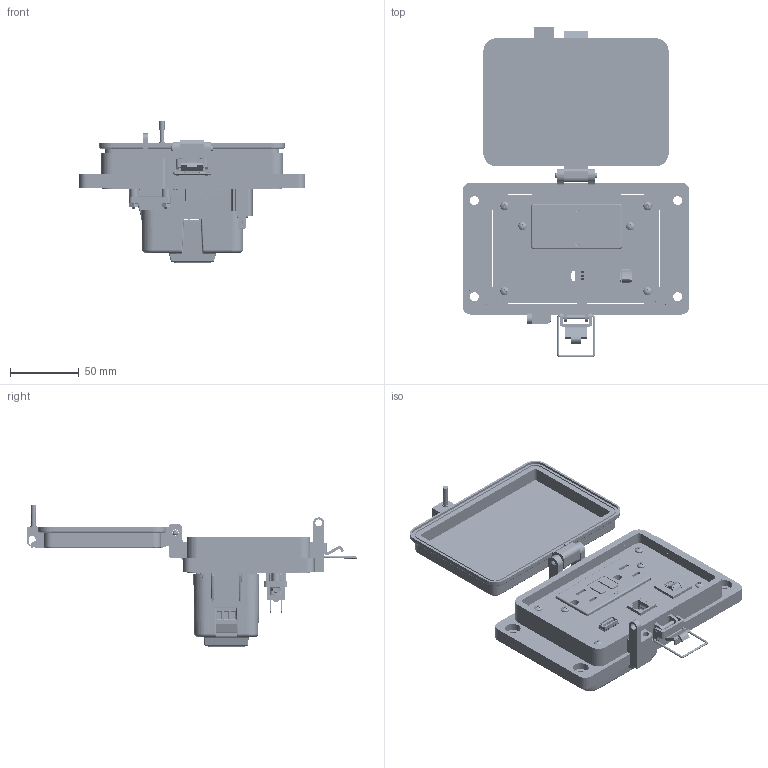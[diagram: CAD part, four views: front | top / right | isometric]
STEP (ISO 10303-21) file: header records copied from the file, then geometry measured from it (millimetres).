
FILE_DESCRIPTION (( 'STEP AP203' ), '1' );
FILE_NAME ('P-P22R2-M3RF3_3D.STEP', '2021-12-03T21:07:44', ( '' ), ( '' ), 'SwSTEP 2.0', 'SolidWorks 2019', '' );
FILE_SCHEMA (( 'CONFIG_CONTROL_DESIGN' ));
Length unit declared in the file: millimetre
Products named in the file (23): P-P22R2-M3RF3_FP060_1; P-P22R2-M3RF3_BP180_1; Z-300-RJ45CAT5; Z-200-OTLT-RIOF-15A_WOE; R2; Z-H-M3_B; P-P22R2-M3RF3_3D; Z-200-OTLT-GFIH-15A_sheared; P22; Z-001-SPR_3_4; M3PH_12M3; Z-300-USB-A-FF; Z-002-4401_4HN_90675A005; Z-000-4243316TFP; P-P22R2-M3RF3_TP180_2; 92005A124_METRIC PAN HEAD PHILLIPS MACHINE SCREW_92005A124; RF_WOE; CBX; Z-000-44011_4FH_90273A117; P-P22R2-M3RF3_TP060_3; -M3; Z-120-RIOF-SHELL_WOE; Z-CB-SM
Assembly tree (30 placements, depth 4):
  P-P22R2-M3RF3_3D
    P-P22R2-M3RF3_BP180_1
    P-P22R2-M3RF3_TP060_3
    Z-000-4243316TFP  x2
    P22
      Z-300-USB-A-FF
    P-P22R2-M3RF3_TP180_2
    Z-000-44011_4FH_90273A117  x2
    Z-001-SPR_3_4  x2
    Z-002-4401_4HN_90675A005  x2
    P-P22R2-M3RF3_FP060_1
    R2
      Z-300-RJ45CAT5
    CBX
      Z-CB-SM
    M3PH_12M3  x2
    -M3
      Z-H-M3_B
    92005A124_METRIC PAN HEAD PHILLIPS MACHINE SCREW_92005A124  x4
    RF_WOE
      Z-200-OTLT-RIOF-15A_WOE
        Z-120-RIOF-SHELL_WOE
        Z-200-OTLT-GFIH-15A_sheared
Bounding box: 164.96 x 240.59 x 103.95 mm (x, y, z)
Volume: 364424 mm3; surface area: 219237.5 mm2
Topology: 48 solids, 54 shells, 7001 faces, 18621 edges, 11909 vertices
Faces by surface type: plane 2731, cylinder 2561, bspline 1334, cone 216, torus 81, sphere 78
Entity records: 253164 total; most frequent: CARTESIAN_POINT 118475, ORIENTED_EDGE 30954, DIRECTION 22266, EDGE_CURVE 15477, VERTEX_POINT 9845, VECTOR 8970, LINE 8970, AXIS2_PLACEMENT_3D 6648
